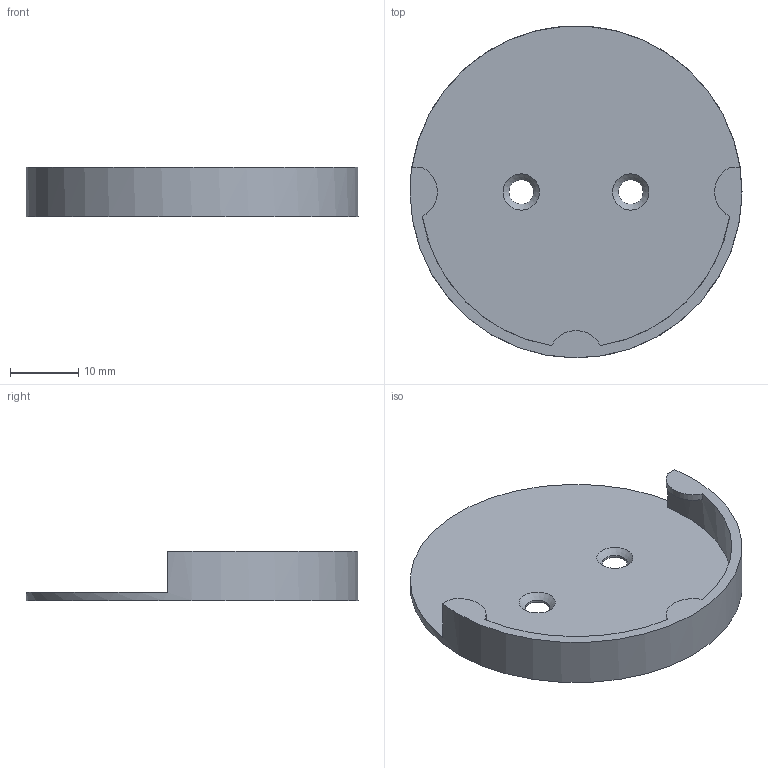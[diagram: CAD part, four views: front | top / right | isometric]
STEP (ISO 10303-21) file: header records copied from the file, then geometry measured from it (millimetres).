
FILE_DESCRIPTION(/* description */ (''),/* implementation_level */ '2;1');
FILE_NAME(/* name */ '45mm Coin Holder.step',/* time_stamp */ '2024-10-23T17:10:09-05:00',/* author */ (''),/* organization */ (''),/* preprocessor_version */ 'ST-DEVELOPER v20',/* originating_system */ 'Autodesk Translation Framework v13.20.0.188',/* authorisation */ '');
FILE_SCHEMA (('AUTOMOTIVE_DESIGN { 1 0 10303 214 3 1 1 }'));
Length unit declared in the file: millimetre
Products named in the file (2): (Unsaved); Coin Holder
Assembly tree (1 placements, depth 2):
  (Unsaved)
    Coin Holder
Bounding box: 48.5 x 48.5 x 7.2 mm (x, y, z)
Volume: 2950.3 mm3; surface area: 4926.5 mm2
Topology: 1 solids, 1 shells, 17 faces, 41 edges, 26 vertices
Faces by surface type: plane 8, cylinder 7, cone 2
Full cylindrical faces by diameter (mm): 3.6 x2, 48.5 x1
Entity records: 566 total; most frequent: DIRECTION 103, CARTESIAN_POINT 87, ORIENTED_EDGE 82, AXIS2_PLACEMENT_3D 42, EDGE_CURVE 41, VERTEX_POINT 26, CIRCLE 22, EDGE_LOOP 21
